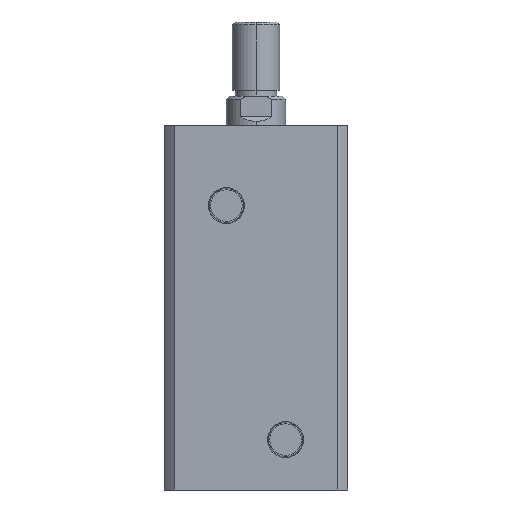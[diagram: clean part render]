
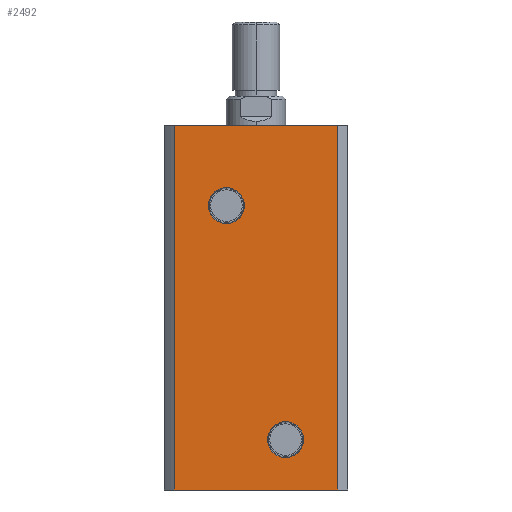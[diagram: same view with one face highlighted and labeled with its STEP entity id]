
A CAD part, left-side view. The second image highlights one B-rep face of the part: STEP entity #2492.
In plain terms, the highlighted planar face has unit normal (-1, 0, 0).
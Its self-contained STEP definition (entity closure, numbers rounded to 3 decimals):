
#148 = CARTESIAN_POINT ( 'NONE',  ( -31., -10., 17. ) ) ;
#149 = DIRECTION ( 'NONE',  ( -1., 0., 0. ) ) ;
#150 = DIRECTION ( 'NONE',  ( 0., 0., 1. ) ) ;
#173 = CARTESIAN_POINT ( 'NONE',  ( -31., 10., 96. ) ) ;
#174 = DIRECTION ( 'NONE',  ( -1., 0., 0. ) ) ;
#175 = DIRECTION ( 'NONE',  ( 0., 0., 1. ) ) ;
#219 = CARTESIAN_POINT ( 'NONE',  ( -31., -10., 10.94 ) ) ;
#227 = CARTESIAN_POINT ( 'NONE',  ( -31., 10., 89.94 ) ) ;
#244 = CARTESIAN_POINT ( 'NONE',  ( -31., 10., 102.06 ) ) ;
#248 = CARTESIAN_POINT ( 'NONE',  ( -31., -10., 23.06 ) ) ;
#344 = CARTESIAN_POINT ( 'NONE',  ( -31., -27.591, 0. ) ) ;
#345 = CARTESIAN_POINT ( 'NONE',  ( -31., -27.591, 123. ) ) ;
#348 = CARTESIAN_POINT ( 'NONE',  ( -31., 27.591, 123. ) ) ;
#527 = DIRECTION ( 'NONE',  ( 1., 0., 0. ) ) ;
#529 = CARTESIAN_POINT ( 'NONE',  ( -31., 0., 123. ) ) ;
#531 = PLANE ( 'NONE',  #1595 ) ;
#533 = DIRECTION ( 'NONE',  ( 0., 0., -1. ) ) ;
#1070 = CARTESIAN_POINT ( 'NONE',  ( -31., 27.591, 0. ) ) ;
#1332 = EDGE_CURVE ( 'NONE', #2306, #2667, #3523, .T. ) ;
#1333 = EDGE_CURVE ( 'NONE', #2306, #2303, #3529, .T. ) ;
#1334 = EDGE_CURVE ( 'NONE', #2303, #2302, #3532, .T. ) ;
#1335 = EDGE_CURVE ( 'NONE', #2667, #2302, #3534, .T. ) ;
#1336 = EDGE_CURVE ( 'NONE', #1766, #1744, #3536, .T. ) ;
#1337 = EDGE_CURVE ( 'NONE', #1763, #1750, #3530, .T. ) ;
#1403 = EDGE_CURVE ( 'NONE', #1744, #1766, #3632, .T. ) ;
#1411 = EDGE_CURVE ( 'NONE', #1750, #1763, #3644, .T. ) ;
#1507 = AXIS2_PLACEMENT_3D ( 'NONE', #3106, #3107, #3108 ) ;
#1508 = AXIS2_PLACEMENT_3D ( 'NONE', #3109, #3110, #3111 ) ;
#1545 = AXIS2_PLACEMENT_3D ( 'NONE', #148, #149, #150 ) ;
#1549 = AXIS2_PLACEMENT_3D ( 'NONE', #173, #174, #175 ) ;
#1595 = AXIS2_PLACEMENT_3D ( 'NONE', #529, #527, #533 ) ;
#1744 = VERTEX_POINT ( 'NONE', #219 ) ;
#1750 = VERTEX_POINT ( 'NONE', #227 ) ;
#1763 = VERTEX_POINT ( 'NONE', #244 ) ;
#1766 = VERTEX_POINT ( 'NONE', #248 ) ;
#1866 = EDGE_LOOP ( 'NONE', ( #2453, #2454 ) ) ;
#1906 = EDGE_LOOP ( 'NONE', ( #2455, #2456 ) ) ;
#1909 = EDGE_LOOP ( 'NONE', ( #2457, #2458, #2459, #2460 ) ) ;
#2302 = VERTEX_POINT ( 'NONE', #344 ) ;
#2303 = VERTEX_POINT ( 'NONE', #345 ) ;
#2306 = VERTEX_POINT ( 'NONE', #348 ) ;
#2453 = ORIENTED_EDGE ( 'NONE', *, *, #1337, .F. ) ;
#2454 = ORIENTED_EDGE ( 'NONE', *, *, #1411, .F. ) ;
#2455 = ORIENTED_EDGE ( 'NONE', *, *, #1336, .F. ) ;
#2456 = ORIENTED_EDGE ( 'NONE', *, *, #1403, .F. ) ;
#2457 = ORIENTED_EDGE ( 'NONE', *, *, #1335, .T. ) ;
#2458 = ORIENTED_EDGE ( 'NONE', *, *, #1334, .F. ) ;
#2459 = ORIENTED_EDGE ( 'NONE', *, *, #1333, .F. ) ;
#2460 = ORIENTED_EDGE ( 'NONE', *, *, #1332, .T. ) ;
#2492 = ADVANCED_FACE ( 'NONE', ( #3739, #3741, #3735 ), #531, .F. ) ;
#2667 = VERTEX_POINT ( 'NONE', #1070 ) ;
#3090 = DIRECTION ( 'NONE',  ( 0., 0., -1. ) ) ;
#3094 = CARTESIAN_POINT ( 'NONE',  ( -31., 0., 123. ) ) ;
#3095 = CARTESIAN_POINT ( 'NONE',  ( -31., 27.591, 123. ) ) ;
#3100 = DIRECTION ( 'NONE',  ( 0., -1., 0. ) ) ;
#3101 = CARTESIAN_POINT ( 'NONE',  ( -31., -27.591, 123. ) ) ;
#3102 = DIRECTION ( 'NONE',  ( 0., 0., -1. ) ) ;
#3103 = CARTESIAN_POINT ( 'NONE',  ( -31., 0., 0. ) ) ;
#3104 = DIRECTION ( 'NONE',  ( 0., -1., 0. ) ) ;
#3106 = CARTESIAN_POINT ( 'NONE',  ( -31., -10., 17. ) ) ;
#3107 = DIRECTION ( 'NONE',  ( -1., 0., 0. ) ) ;
#3108 = DIRECTION ( 'NONE',  ( 0., 0., 1. ) ) ;
#3109 = CARTESIAN_POINT ( 'NONE',  ( -31., 10., 96. ) ) ;
#3110 = DIRECTION ( 'NONE',  ( -1., 0., 0. ) ) ;
#3111 = DIRECTION ( 'NONE',  ( 0., 0., 1. ) ) ;
#3523 = LINE ( 'NONE', #3095, #3531 ) ;
#3529 = LINE ( 'NONE', #3094, #3533 ) ;
#3530 = CIRCLE ( 'NONE', #1508, 6.06 ) ;
#3531 = VECTOR ( 'NONE', #3090, 1000. ) ;
#3532 = LINE ( 'NONE', #3101, #3535 ) ;
#3533 = VECTOR ( 'NONE', #3100, 1000. ) ;
#3534 = LINE ( 'NONE', #3103, #3537 ) ;
#3535 = VECTOR ( 'NONE', #3102, 1000. ) ;
#3536 = CIRCLE ( 'NONE', #1507, 6.06 ) ;
#3537 = VECTOR ( 'NONE', #3104, 1000. ) ;
#3632 = CIRCLE ( 'NONE', #1545, 6.06 ) ;
#3644 = CIRCLE ( 'NONE', #1549, 6.06 ) ;
#3735 = FACE_OUTER_BOUND ( 'NONE', #1909, .T. ) ;
#3739 = FACE_BOUND ( 'NONE', #1866, .T. ) ;
#3741 = FACE_BOUND ( 'NONE', #1906, .T. ) ;
